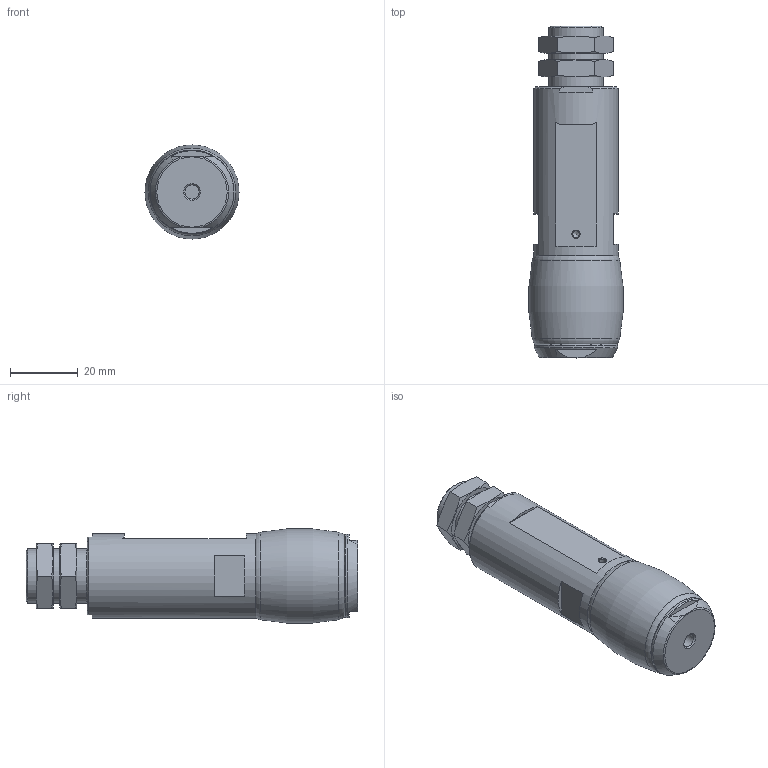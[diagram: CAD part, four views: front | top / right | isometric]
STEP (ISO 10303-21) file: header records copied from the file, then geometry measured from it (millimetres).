
FILE_DESCRIPTION(/* description */ ('STEP AP214'),/* implementation_level */ '2;1');
FILE_NAME(/* name */ '1320815_DHEB-27-E-U-E-L',/* time_stamp */ '2024-08-19T16:47:58+02:00',/* author */ ('License CC BY-ND 4.0'),/* organization */ ('CADENAS'),/* preprocessor_version */ 'ST-DEVELOPER v19.3',/* originating_system */ 'PARTsolutions',/* authorisation */ ' ');
FILE_SCHEMA (('AUTOMOTIVE_DESIGN {1 0 10303 214 3 1 1}'));
Length unit declared in the file: millimetre
Products named in the file (5): 1320815 DHEB-27-E-U-E-L---(AUS); 1329103 DHEB-27-E-U-E-L; 1329114 DHEB-27-E-U-E-L---(AUS); 1448938 DHAS-GB-B14-27-E---(MOD-AUS-U); 348988 SPZ-25-P-A M16X1-5-19
Assembly tree (5 placements, depth 2):
  1320815 DHEB-27-E-U-E-L---(AUS)
    1329103 DHEB-27-E-U-E-L
    1329114 DHEB-27-E-U-E-L---(AUS)
    1448938 DHAS-GB-B14-27-E---(MOD-AUS-U)
    348988 SPZ-25-P-A M16X1-5-19  x2
Bounding box: 27.76 x 98 x 27.76 mm (x, y, z)
Volume: 40367.1 mm3; surface area: 19045.7 mm2
Topology: 5 solids, 5 shells, 99 faces, 208 edges, 133 vertices
Faces by surface type: plane 52, cylinder 21, cone 19, torus 7
Full cylindrical faces by diameter (mm): 1.2 x1, 2.013 x1, 2.5 x1, 4 x2, 4.134 x2, 6 x2, 12.5 x3, 13 x2, 14.917 x2, 16 x1, 20 x2, 24.8 x1, 25 x1
Entity records: 2159 total; most frequent: CARTESIAN_POINT 416, DIRECTION 355, ORIENTED_EDGE 248, AXIS2_PLACEMENT_3D 163, FACE_BOUND 147, EDGE_LOOP 145, EDGE_CURVE 124, VERTEX_POINT 103
